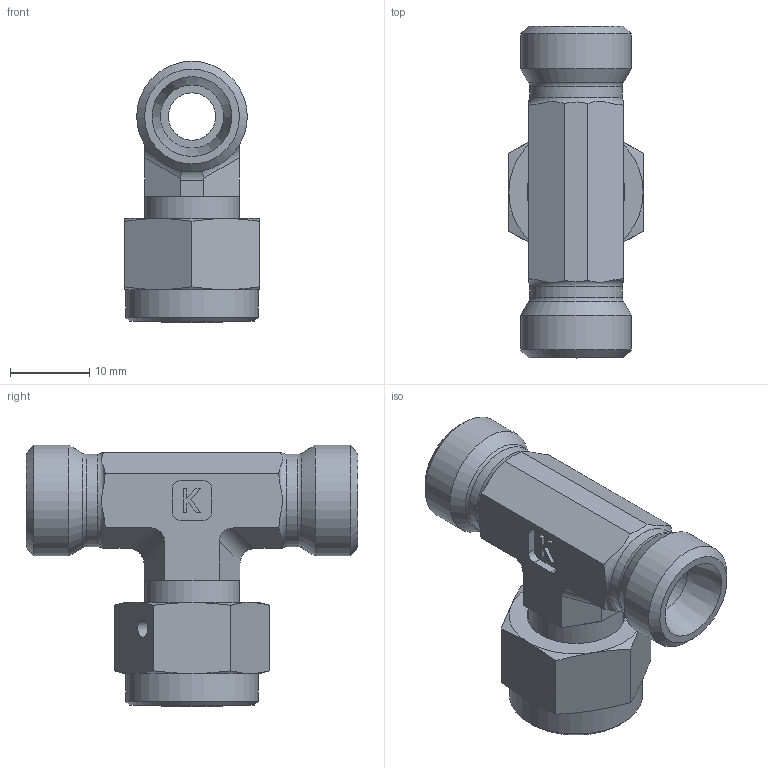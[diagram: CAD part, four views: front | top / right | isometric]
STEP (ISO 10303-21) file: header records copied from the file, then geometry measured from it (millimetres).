
FILE_DESCRIPTION((''),'2;1');
FILE_NAME('3765081408.stp','2014-09-10T15:42:15',(''),('KNOMI spol. s r. o.'),'Autodesk Inventor 2012','Autodesk Inventor 2012','');
FILE_SCHEMA(('AUTOMOTIVE_DESIGN { 1 2 10303 214 0 1 1 1 }'));
Length unit declared in the file: millimetre
Products named in the file (5): TSSO2  8L  M14/M14 v.z; 3775 081408; 395 0814; 9902014; 60706015
Assembly tree (4 placements, depth 2):
  TSSO2  8L  M14/M14 v.z
    3775 081408
    395 0814
    9902014
    60706015
Bounding box: 17 x 42 x 33.1 mm (x, y, z)
Volume: 6829.7 mm3; surface area: 5811.8 mm2
Topology: 4 solids, 4 shells, 135 faces, 322 edges, 204 vertices
Faces by surface type: plane 71, cylinder 26, cone 25, torus 12, bspline 1
Full cylindrical faces by diameter (mm): 2 x1, 2.2 x1, 5 x1, 6 x1, 8 x2, 11.7 x2, 12 x2, 12.376 x1, 12.4 x2, 14 x2, 16.8 x1
Entity records: 4107 total; most frequent: CARTESIAN_POINT 948, DIRECTION 612, ORIENTED_EDGE 536, EDGE_CURVE 268, AXIS2_PLACEMENT_3D 246, EDGE_LOOP 194, VERTEX_POINT 190, STYLED_ITEM 139
